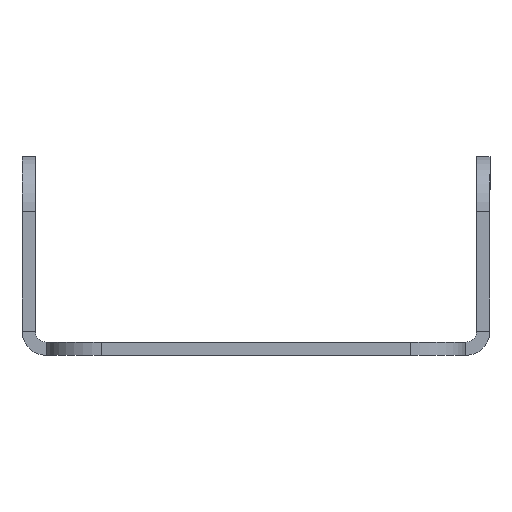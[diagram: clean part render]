
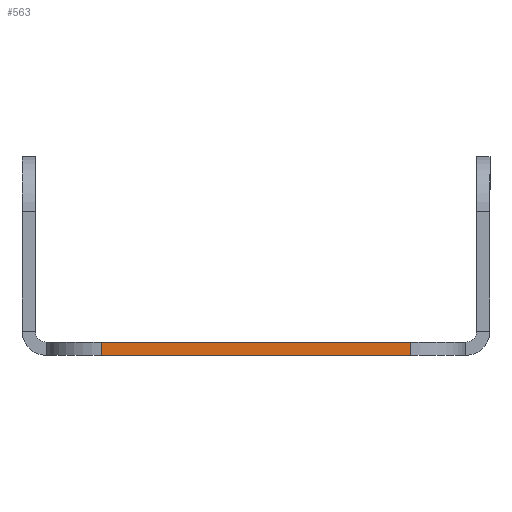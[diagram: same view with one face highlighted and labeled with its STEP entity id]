
A CAD part, front view. The second image highlights one B-rep face of the part: STEP entity #563.
In plain terms, the highlighted planar face has unit normal (0, -1, 0).
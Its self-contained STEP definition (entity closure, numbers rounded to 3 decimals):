
#3 = PLANE ( 'NONE',  #1003 ) ;
#17 = EDGE_CURVE ( 'NONE', #86, #665, #248, .T. ) ;
#86 = VERTEX_POINT ( 'NONE', #1114 ) ;
#89 = ORIENTED_EDGE ( 'NONE', *, *, #17, .T. ) ;
#181 = DIRECTION ( 'NONE',  ( 1., 0., 0. ) ) ;
#212 = ORIENTED_EDGE ( 'NONE', *, *, #701, .T. ) ;
#248 = LINE ( 'NONE', #971, #1495 ) ;
#312 = CARTESIAN_POINT ( 'NONE',  ( 14., -81.5, 0. ) ) ;
#421 = DIRECTION ( 'NONE',  ( 1., 0., 0. ) ) ;
#439 = VECTOR ( 'NONE', #778, 1000. ) ;
#466 = DIRECTION ( 'NONE',  ( 0., -1., 0. ) ) ;
#563 = ADVANCED_FACE ( 'NONE', ( #724 ), #3, .T. ) ;
#642 = ORIENTED_EDGE ( 'NONE', *, *, #1387, .F. ) ;
#659 = EDGE_LOOP ( 'NONE', ( #1553, #212, #642, #89 ) ) ;
#665 = VERTEX_POINT ( 'NONE', #1514 ) ;
#701 = EDGE_CURVE ( 'NONE', #867, #712, #883, .T. ) ;
#709 = EDGE_CURVE ( 'NONE', #665, #867, #1530, .T. ) ;
#712 = VERTEX_POINT ( 'NONE', #312 ) ;
#724 = FACE_OUTER_BOUND ( 'NONE', #659, .T. ) ;
#778 = DIRECTION ( 'NONE',  ( 0., 0., 1. ) ) ;
#809 = CARTESIAN_POINT ( 'NONE',  ( -19., -81.5, 0. ) ) ;
#867 = VERTEX_POINT ( 'NONE', #959 ) ;
#883 = LINE ( 'NONE', #1134, #439 ) ;
#898 = DIRECTION ( 'NONE',  ( 0., 0., -1. ) ) ;
#959 = CARTESIAN_POINT ( 'NONE',  ( 14., -81.5, -1.2 ) ) ;
#963 = DIRECTION ( 'NONE',  ( 0., 0., -1. ) ) ;
#971 = CARTESIAN_POINT ( 'NONE',  ( -14., -81.5, -1.2 ) ) ;
#1003 = AXIS2_PLACEMENT_3D ( 'NONE', #1571, #466, #898 ) ;
#1007 = VECTOR ( 'NONE', #181, 1000. ) ;
#1114 = CARTESIAN_POINT ( 'NONE',  ( -14., -81.5, 0. ) ) ;
#1134 = CARTESIAN_POINT ( 'NONE',  ( 14., -81.5, -1.2 ) ) ;
#1276 = CARTESIAN_POINT ( 'NONE',  ( -19., -81.5, -1.2 ) ) ;
#1289 = VECTOR ( 'NONE', #421, 1000. ) ;
#1387 = EDGE_CURVE ( 'NONE', #86, #712, #1406, .T. ) ;
#1406 = LINE ( 'NONE', #809, #1007 ) ;
#1495 = VECTOR ( 'NONE', #963, 1000. ) ;
#1514 = CARTESIAN_POINT ( 'NONE',  ( -14., -81.5, -1.2 ) ) ;
#1530 = LINE ( 'NONE', #1276, #1289 ) ;
#1553 = ORIENTED_EDGE ( 'NONE', *, *, #709, .T. ) ;
#1571 = CARTESIAN_POINT ( 'NONE',  ( -19., -81.5, -1.2 ) ) ;
